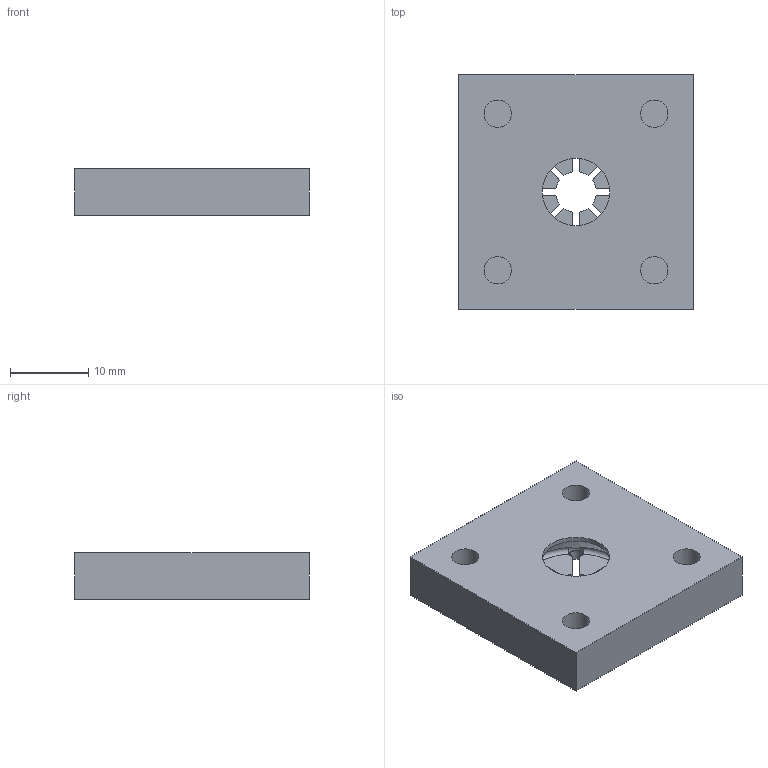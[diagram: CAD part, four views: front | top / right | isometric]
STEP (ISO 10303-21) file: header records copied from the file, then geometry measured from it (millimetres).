
FILE_DESCRIPTION(/* description */ ('STEP AP242','CAx-IF Rec.Pracs.---Representation and Presentation of Product Manufacturing Information (PMI)---4.0---2014-10-13','CAx-IF Rec.Pracs.---3D Tessellated Geometry---0.4---2014-09-14','2;1'),/* implementation_level */ '2;1');
FILE_NAME(/* name */ '6486dc46829a90766f11a3a8',/* time_stamp */ '2023-06-12T08:50:15Z',/* author */ (''),/* organization */ (''),/* preprocessor_version */ 'ST-DEVELOPER v19.4',/* originating_system */ ' ',/* authorisation */ ' ');
FILE_SCHEMA (('AP242_MANAGED_MODEL_BASED_3D_ENGINEERING_MIM_LF { 1 0 10303 442 1 1 4 }'));
Length unit declared in the file: metre
Products named in the file (1): Locking Metasurface V2 v6
Bounding box: 30 x 30 x 6 mm (x, y, z)
Volume: 4334.7 mm3; surface area: 3233.8 mm2
Topology: 1 solids, 1 shells, 96 faces, 246 edges, 160 vertices
Faces by surface type: plane 38, cylinder 25, torus 16, cone 9, bspline 8
Full cylindrical faces by diameter (mm): 3.5 x4, 6.5 x4, 8.6 x1
Entity records: 4432 total; most frequent: CARTESIAN_POINT 2166, DIRECTION 466, ORIENTED_EDGE 462, EDGE_CURVE 231, AXIS2_PLACEMENT_3D 195, VERTEX_POINT 155, EDGE_LOOP 116, FACE_BOUND 116
